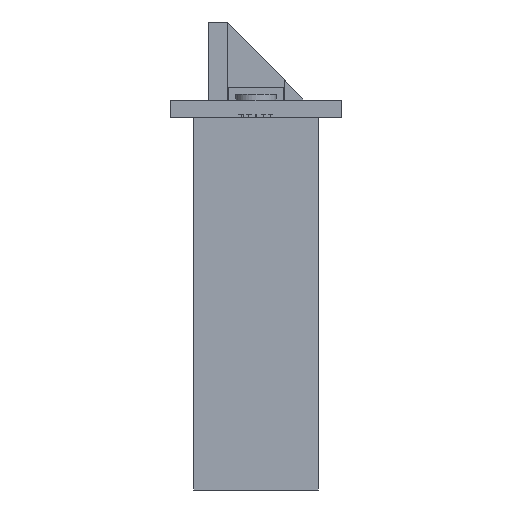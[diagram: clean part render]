
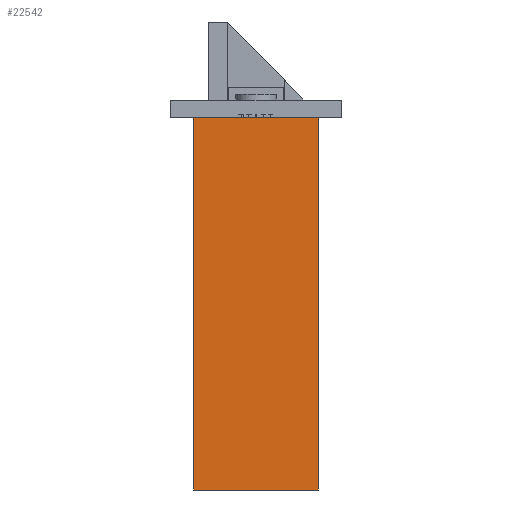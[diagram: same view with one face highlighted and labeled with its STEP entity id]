
A CAD part, front view. The second image highlights one B-rep face of the part: STEP entity #22542.
In plain terms, the highlighted planar face has unit normal (0, -1, 0).
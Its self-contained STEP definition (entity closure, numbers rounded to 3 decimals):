
#79 = VECTOR ( 'NONE', #7574, 1000. ) ;
#947 = ORIENTED_EDGE ( 'NONE', *, *, #3566, .T. ) ;
#1529 = EDGE_CURVE ( 'NONE', #22101, #1784, #9224, .T. ) ;
#1784 = VERTEX_POINT ( 'NONE', #20006 ) ;
#2786 = AXIS2_PLACEMENT_3D ( 'NONE', #10201, #15550, #22820 ) ;
#2821 = LINE ( 'NONE', #14203, #9080 ) ;
#3566 = EDGE_CURVE ( 'NONE', #21443, #1784, #2821, .T. ) ;
#5057 = DIRECTION ( 'NONE',  ( -1., 0., 0. ) ) ;
#5813 = CARTESIAN_POINT ( 'NONE',  ( -8.75, 27.9, -52.5 ) ) ;
#6725 = PLANE ( 'NONE',  #2786 ) ;
#7574 = DIRECTION ( 'NONE',  ( 0., 0., 1. ) ) ;
#8765 = DIRECTION ( 'NONE',  ( -1., 0., 0. ) ) ;
#9080 = VECTOR ( 'NONE', #8765, 1000. ) ;
#9142 = ORIENTED_EDGE ( 'NONE', *, *, #19816, .F. ) ;
#9144 = VECTOR ( 'NONE', #13278, 1000. ) ;
#9224 = LINE ( 'NONE', #5813, #79 ) ;
#10201 = CARTESIAN_POINT ( 'NONE',  ( -8.75, 27.9, -52.5 ) ) ;
#10208 = VECTOR ( 'NONE', #5057, 1000. ) ;
#10301 = ORIENTED_EDGE ( 'NONE', *, *, #11603, .T. ) ;
#10457 = CARTESIAN_POINT ( 'NONE',  ( 8.75, 27.9, 0. ) ) ;
#11480 = CARTESIAN_POINT ( 'NONE',  ( 8.75, 27.9, -52.5 ) ) ;
#11603 = EDGE_CURVE ( 'NONE', #18245, #21443, #15933, .T. ) ;
#13270 = CARTESIAN_POINT ( 'NONE',  ( -8.75, 27.9, -52.5 ) ) ;
#13278 = DIRECTION ( 'NONE',  ( 0., 0., 1. ) ) ;
#13536 = CARTESIAN_POINT ( 'NONE',  ( -8.75, 27.9, -52.5 ) ) ;
#14203 = CARTESIAN_POINT ( 'NONE',  ( -8.75, 27.9, 0. ) ) ;
#15550 = DIRECTION ( 'NONE',  ( 0., 1., 0. ) ) ;
#15933 = LINE ( 'NONE', #11480, #9144 ) ;
#18245 = VERTEX_POINT ( 'NONE', #22376 ) ;
#18321 = FACE_OUTER_BOUND ( 'NONE', #23117, .T. ) ;
#19816 = EDGE_CURVE ( 'NONE', #18245, #22101, #21028, .T. ) ;
#20006 = CARTESIAN_POINT ( 'NONE',  ( -8.75, 27.9, 0. ) ) ;
#21000 = ORIENTED_EDGE ( 'NONE', *, *, #1529, .F. ) ;
#21028 = LINE ( 'NONE', #13270, #10208 ) ;
#21443 = VERTEX_POINT ( 'NONE', #10457 ) ;
#22101 = VERTEX_POINT ( 'NONE', #13536 ) ;
#22376 = CARTESIAN_POINT ( 'NONE',  ( 8.75, 27.9, -52.5 ) ) ;
#22542 = ADVANCED_FACE ( 'NONE', ( #18321 ), #6725, .F. ) ;
#22820 = DIRECTION ( 'NONE',  ( -1., 0., 0. ) ) ;
#23117 = EDGE_LOOP ( 'NONE', ( #947, #21000, #9142, #10301 ) ) ;
